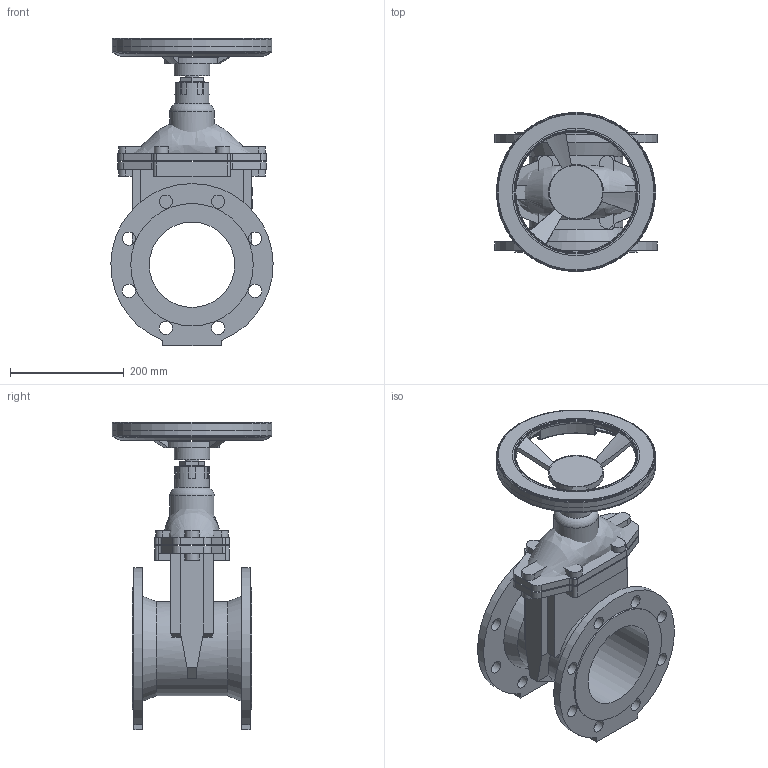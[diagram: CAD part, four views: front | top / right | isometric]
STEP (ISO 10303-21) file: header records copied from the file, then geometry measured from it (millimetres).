
FILE_DESCRIPTION(('STEP AP203'), '1');
FILE_NAME('3D_101-150-16_2', '', ('UNSPECIFIED'), ('UNSPECIFIED'), 'C3D Converter', 'C3D Toolkit', '');
FILE_SCHEMA(('CONFIG_CONTROL_DESIGN'));
Length unit declared in the file: millimetre
Bounding box: 284.99 x 280 x 540.5 mm (x, y, z)
Volume: 5855080.3 mm3; surface area: 852180.8 mm2
Topology: 3 solids, 3 shells, 3097 faces, 9157 edges, 6099 vertices
Faces by surface type: plane 2902, cone 91, cylinder 78, torus 20, bspline 6
Full cylindrical faces by diameter (mm): 23 x16, 25 x1, 45 x1, 60 x1, 62.222 x1, 78 x1, 91.656 x1, 150 x1, 165 x1, 215 x2, 217.778 x1, 273.778 x1, 280 x1
Entity records: 136182 total; most frequent: CARTESIAN_POINT 28522, ORIENTED_EDGE 18112, DIRECTION 15648, EDGE_CURVE 9056, LINE 8608, VECTOR 8608, VERTEX_POINT 6097, AXIS2_PLACEMENT_3D 3520
